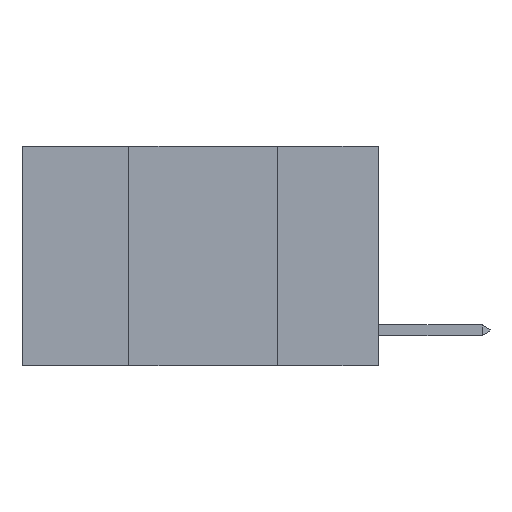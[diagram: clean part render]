
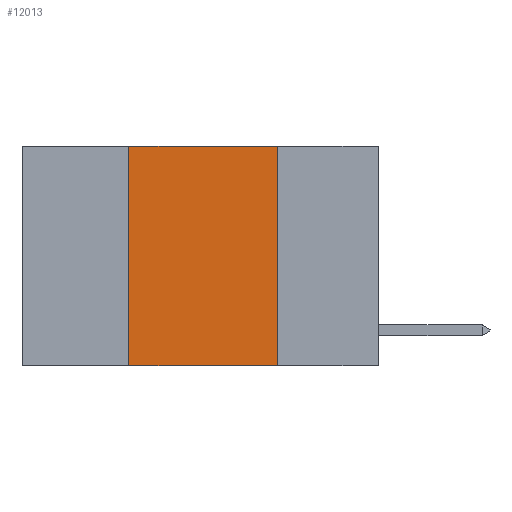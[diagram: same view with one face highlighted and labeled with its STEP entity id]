
A CAD part, left-side view. The second image highlights one B-rep face of the part: STEP entity #12013.
In plain terms, the highlighted planar face has unit normal (-1, 0, 0).
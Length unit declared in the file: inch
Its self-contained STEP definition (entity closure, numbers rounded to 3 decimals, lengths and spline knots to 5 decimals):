
#22 = EDGE_LOOP ( 'NONE', ( #4959, #7918, #2334, #8256 ) ) ;
#351 = CARTESIAN_POINT ( 'NONE',  ( 0., 0.6, 0. ) ) ;
#385 = LINE ( 'NONE', #10200, #3369 ) ;
#1304 = DIRECTION ( 'NONE',  ( 0., 0., -1. ) ) ;
#1354 = CARTESIAN_POINT ( 'NONE',  ( 0., 0.42, -0.37 ) ) ;
#2334 = ORIENTED_EDGE ( 'NONE', *, *, #11731, .F. ) ;
#3009 = CARTESIAN_POINT ( 'NONE',  ( 0., 0.42, 0. ) ) ;
#3026 = VERTEX_POINT ( 'NONE', #1354 ) ;
#3282 = LINE ( 'NONE', #6130, #5891 ) ;
#3369 = VECTOR ( 'NONE', #1304, 39.37008 ) ;
#3442 = CARTESIAN_POINT ( 'NONE',  ( 0., 0.17, -0.37 ) ) ;
#4119 = DIRECTION ( 'NONE',  ( 0., 0., 1. ) ) ;
#4142 = AXIS2_PLACEMENT_3D ( 'NONE', #12328, #13433, #6842 ) ;
#4665 = VECTOR ( 'NONE', #4119, 39.37008 ) ;
#4959 = ORIENTED_EDGE ( 'NONE', *, *, #13185, .F. ) ;
#5891 = VECTOR ( 'NONE', #9439, 39.37008 ) ;
#6130 = CARTESIAN_POINT ( 'NONE',  ( 0., 0.6, -0.37 ) ) ;
#6842 = DIRECTION ( 'NONE',  ( 0., 0., -1. ) ) ;
#7226 = EDGE_CURVE ( 'NONE', #12207, #9082, #7341, .T. ) ;
#7341 = LINE ( 'NONE', #351, #13161 ) ;
#7627 = LINE ( 'NONE', #3009, #4665 ) ;
#7918 = ORIENTED_EDGE ( 'NONE', *, *, #7226, .F. ) ;
#8132 = CARTESIAN_POINT ( 'NONE',  ( 0., 0.17, 0. ) ) ;
#8256 = ORIENTED_EDGE ( 'NONE', *, *, #10986, .T. ) ;
#9082 = VERTEX_POINT ( 'NONE', #8132 ) ;
#9439 = DIRECTION ( 'NONE',  ( 0., -1., 0. ) ) ;
#10016 = FACE_OUTER_BOUND ( 'NONE', #22, .T. ) ;
#10200 = CARTESIAN_POINT ( 'NONE',  ( 0., 0.17, 0. ) ) ;
#10347 = DIRECTION ( 'NONE',  ( 0., -1., 0. ) ) ;
#10986 = EDGE_CURVE ( 'NONE', #3026, #11356, #3282, .T. ) ;
#11227 = PLANE ( 'NONE',  #4142 ) ;
#11356 = VERTEX_POINT ( 'NONE', #3442 ) ;
#11731 = EDGE_CURVE ( 'NONE', #3026, #12207, #7627, .T. ) ;
#12013 = ADVANCED_FACE ( 'NONE', ( #10016 ), #11227, .F. ) ;
#12207 = VERTEX_POINT ( 'NONE', #12677 ) ;
#12328 = CARTESIAN_POINT ( 'NONE',  ( 0., 0.6, 0. ) ) ;
#12677 = CARTESIAN_POINT ( 'NONE',  ( 0., 0.42, 0. ) ) ;
#13161 = VECTOR ( 'NONE', #10347, 39.37008 ) ;
#13185 = EDGE_CURVE ( 'NONE', #9082, #11356, #385, .T. ) ;
#13433 = DIRECTION ( 'NONE',  ( 1., 0., 0. ) ) ;
